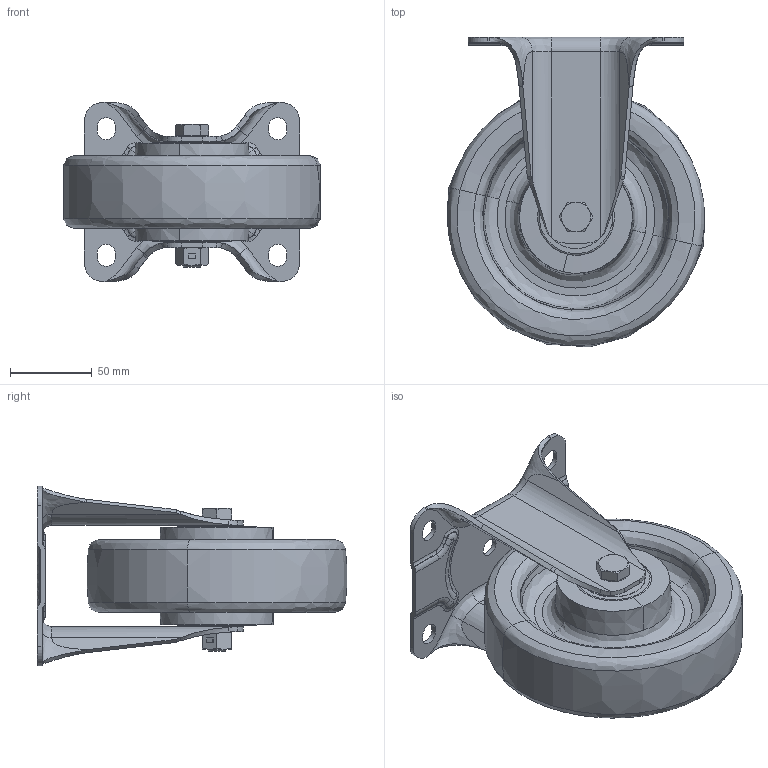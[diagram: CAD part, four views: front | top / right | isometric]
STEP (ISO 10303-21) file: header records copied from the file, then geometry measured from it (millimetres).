
FILE_DESCRIPTION (( 'STEP AP214' ), '1' );
FILE_NAME ('0055691.step', '2023-11-15T10:37:32', ( '' ), ( '' ), 'SwSTEP 2.0', 'SolidWorks 2020', '' );
FILE_SCHEMA (( 'AUTOMOTIVE_DESIGN' ));
Length unit declared in the file: millimetre
Products named in the file (1): 0055691
Bounding box: 157.34 x 189.46 x 110 mm (x, y, z)
Volume: 790162.4 mm3; surface area: 237734.1 mm2
Topology: 18 solids, 18 shells, 612 faces, 1434 edges, 866 vertices
Faces by surface type: bspline 204, plane 170, cylinder 140, cone 60, torus 38
Entity records: 37521 total; most frequent: CARTESIAN_POINT 17825, ORIENTED_EDGE 2868, DIRECTION 2404, EDGE_CURVE 1434, AXIS2_PLACEMENT_3D 957, VERTEX_POINT 866, EDGE_LOOP 666, UNCERTAINTY_MEASURE_WITH_UNIT 632
